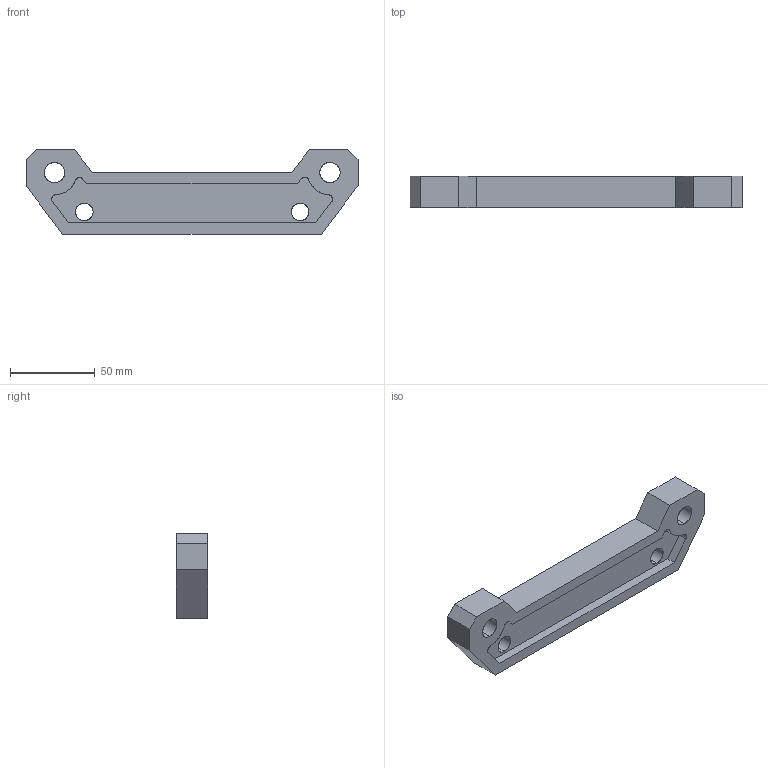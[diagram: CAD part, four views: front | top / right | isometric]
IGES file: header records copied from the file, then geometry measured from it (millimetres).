
Start section: SolidWorks IGES file using analytic representation for surfaces
Global section: file name: 20DEFAU07281047259524.igs; native system: SolidWorks 2008; preprocessor: SolidWorks 2008; author: partstream; date: 080728.104721; units: millimetre
Bounding box: 195.33 x 18.29 x 49.78 mm (x, y, z)
Surface area: 28281.7 mm2 (no closed solid volume)
Topology: 0 solids, 0 shells, 50 faces, 700 edges, 704 vertices
Faces by surface type: bspline 28, revolution 22
